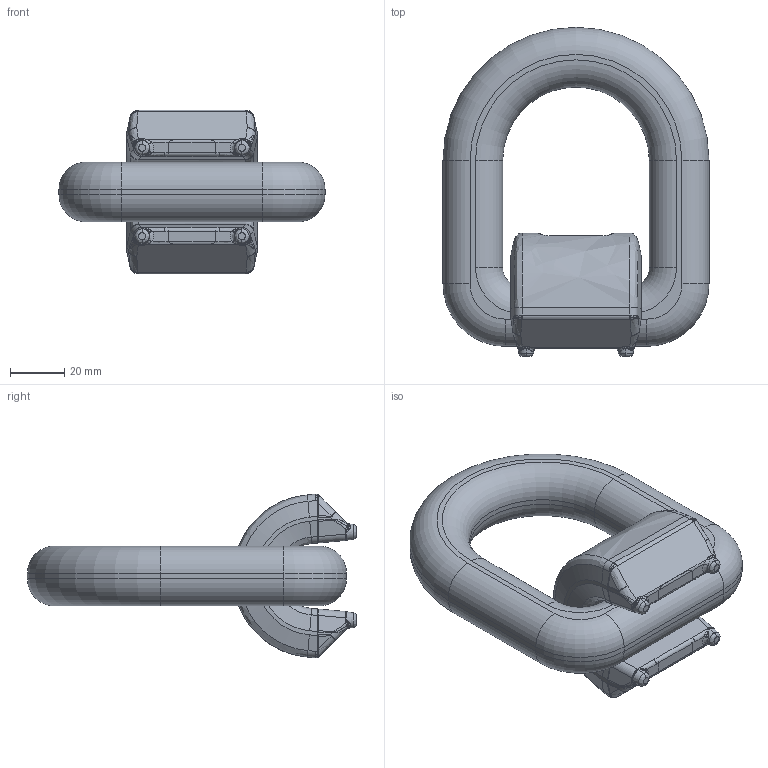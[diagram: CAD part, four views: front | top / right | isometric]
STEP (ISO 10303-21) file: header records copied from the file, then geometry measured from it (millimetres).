
FILE_DESCRIPTION (( 'STEP AP203' ), '1' );
FILE_NAME ('20240808_APAS_5,3t.STEP', '2024-08-08T07:58:33', ( '' ), ( '' ), 'SwSTEP 2.0', 'SolidWorks 2024', '' );
FILE_SCHEMA (( 'CONFIG_CONTROL_DESIGN' ));
Length unit declared in the file: millimetre
Products named in the file (3): 20240808_APAS_5,3t; APA5,3 bock; APA5,3_Stepversion
Assembly tree (2 placements, depth 2):
  20240808_APAS_5,3t
    APA5,3_Stepversion
    APA5,3 bock
Bounding box: 98 x 121.25 x 60.29 mm (x, y, z)
Volume: 188855.3 mm3; surface area: 33089.5 mm2
Topology: 2 solids, 2 shells, 547 faces, 1368 edges, 814 vertices
Faces by surface type: bspline 503, cylinder 22, torus 12, plane 10
Entity records: 25370 total; most frequent: CARTESIAN_POINT 17134, ORIENTED_EDGE 2712, EDGE_CURVE 1356, B_SPLINE_CURVE_WITH_KNOTS 824, VERTEX_POINT 814, EDGE_LOOP 550, ADVANCED_FACE 547, FACE_OUTER_BOUND 547
